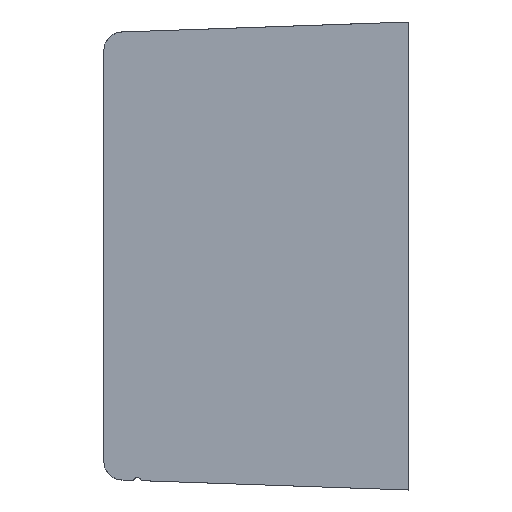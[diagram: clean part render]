
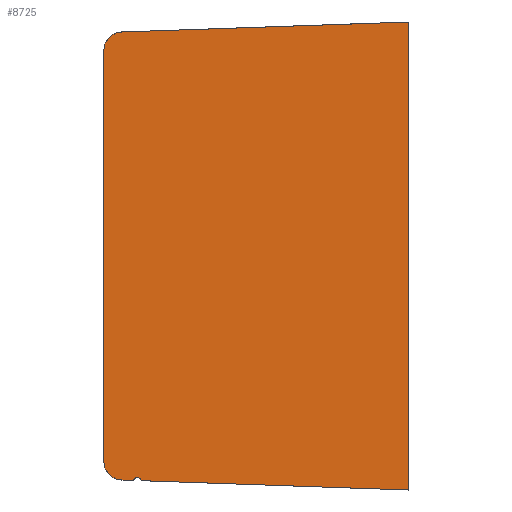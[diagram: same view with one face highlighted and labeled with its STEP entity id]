
A CAD part, left-side view. The second image highlights one B-rep face of the part: STEP entity #8725.
In plain terms, the highlighted planar face has unit normal (-1, 0, 0).
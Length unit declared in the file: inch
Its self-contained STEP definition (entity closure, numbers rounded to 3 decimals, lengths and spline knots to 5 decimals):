
#520 = CIRCLE ( 'NONE', #2249, 0.045 ) ;
#825 = LINE ( 'NONE', #22294, #19523 ) ;
#1657 = CARTESIAN_POINT ( 'NONE',  ( -0.9935, 0., 2.5 ) ) ;
#1807 = CIRCLE ( 'NONE', #13576, 0.2 ) ;
#2097 = CARTESIAN_POINT ( 'NONE',  ( -0.9935, 3.05698, -2.39325 ) ) ;
#2203 = AXIS2_PLACEMENT_3D ( 'NONE', #6973, #19718, #8816 ) ;
#2249 = AXIS2_PLACEMENT_3D ( 'NONE', #3297, #16075, #5068 ) ;
#2490 = EDGE_LOOP ( 'NONE', ( #15755, #11482, #21773, #12154, #9838, #5382, #20191, #9490 ) ) ;
#3297 = CARTESIAN_POINT ( 'NONE',  ( -0.9935, 2.89106, -2.41359 ) ) ;
#3407 = CARTESIAN_POINT ( 'NONE',  ( -0.9935, 0., -2.5 ) ) ;
#3573 = CARTESIAN_POINT ( 'NONE',  ( -0.9935, 3.42043, -2.38056 ) ) ;
#3744 = VERTEX_POINT ( 'NONE', #10206 ) ;
#4819 = EDGE_CURVE ( 'NONE', #3744, #14933, #21937, .T. ) ;
#5068 = DIRECTION ( 'NONE',  ( 0., -1., 0. ) ) ;
#5382 = ORIENTED_EDGE ( 'NONE', *, *, #20459, .T. ) ;
#5464 = CARTESIAN_POINT ( 'NONE',  ( -0.9935, 2.84799, -2.40055 ) ) ;
#5494 = VECTOR ( 'NONE', #7210, 39.37008 ) ;
#5703 = DIRECTION ( 'NONE',  ( -1., 0., 0. ) ) ;
#5852 = CARTESIAN_POINT ( 'NONE',  ( -0.9935, 3.05, -2.19337 ) ) ;
#5922 = VERTEX_POINT ( 'NONE', #2097 ) ;
#6341 = EDGE_CURVE ( 'NONE', #3744, #20109, #19382, .T. ) ;
#6483 = LINE ( 'NONE', #3573, #15664 ) ;
#6690 = EDGE_CURVE ( 'NONE', #14933, #13275, #22711, .T. ) ;
#6973 = CARTESIAN_POINT ( 'NONE',  ( -0.9935, 3.25, 2.5 ) ) ;
#7210 = DIRECTION ( 'NONE',  ( 0., -0.999, -0.035 ) ) ;
#7223 = DIRECTION ( 'NONE',  ( 0., -0.999, -0.035 ) ) ;
#7704 = DIRECTION ( 'NONE',  ( 0., 1., 0. ) ) ;
#7902 = VERTEX_POINT ( 'NONE', #5464 ) ;
#8292 = CARTESIAN_POINT ( 'NONE',  ( -0.9935, 3.24604, 2.38665 ) ) ;
#8418 = CARTESIAN_POINT ( 'NONE',  ( -0.9935, 2.93311, -2.39757 ) ) ;
#8725 = ADVANCED_FACE ( 'NONE', ( #10006 ), #21442, .F. ) ;
#8727 = VERTEX_POINT ( 'NONE', #14074 ) ;
#8816 = DIRECTION ( 'NONE',  ( 0., 1., 0. ) ) ;
#8967 = CARTESIAN_POINT ( 'NONE',  ( -0.9935, 3.25, 2.19337 ) ) ;
#9490 = ORIENTED_EDGE ( 'NONE', *, *, #23312, .F. ) ;
#9838 = ORIENTED_EDGE ( 'NONE', *, *, #18663, .T. ) ;
#10006 = FACE_OUTER_BOUND ( 'NONE', #2490, .T. ) ;
#10206 = CARTESIAN_POINT ( 'NONE',  ( -0.9935, 3.05698, 2.39325 ) ) ;
#11430 = VERTEX_POINT ( 'NONE', #8418 ) ;
#11482 = ORIENTED_EDGE ( 'NONE', *, *, #6690, .F. ) ;
#12154 = ORIENTED_EDGE ( 'NONE', *, *, #6341, .T. ) ;
#12252 = VECTOR ( 'NONE', #12625, 39.37008 ) ;
#12625 = DIRECTION ( 'NONE',  ( 0., -0.999, 0.035 ) ) ;
#13275 = VERTEX_POINT ( 'NONE', #3407 ) ;
#13279 = DIRECTION ( 'NONE',  ( 0., 0., -1. ) ) ;
#13576 = AXIS2_PLACEMENT_3D ( 'NONE', #5852, #18611, #7704 ) ;
#14074 = CARTESIAN_POINT ( 'NONE',  ( -0.9935, 3.25, -2.19337 ) ) ;
#14357 = DIRECTION ( 'NONE',  ( 0., 0., -1. ) ) ;
#14523 = CARTESIAN_POINT ( 'NONE',  ( -0.9935, 3.42043, -2.38056 ) ) ;
#14606 = EDGE_CURVE ( 'NONE', #7902, #13275, #20045, .T. ) ;
#14933 = VERTEX_POINT ( 'NONE', #15591 ) ;
#15591 = CARTESIAN_POINT ( 'NONE',  ( -0.9935, 0., 2.5 ) ) ;
#15613 = VECTOR ( 'NONE', #14357, 39.37008 ) ;
#15664 = VECTOR ( 'NONE', #7223, 39.37008 ) ;
#15755 = ORIENTED_EDGE ( 'NONE', *, *, #14606, .T. ) ;
#16075 = DIRECTION ( 'NONE',  ( -1., 0., 0. ) ) ;
#16690 = CARTESIAN_POINT ( 'NONE',  ( -0.9935, 3.05, 2.19337 ) ) ;
#18459 = DIRECTION ( 'NONE',  ( 0., 1., 0. ) ) ;
#18611 = DIRECTION ( 'NONE',  ( -1., 0., 0. ) ) ;
#18663 = EDGE_CURVE ( 'NONE', #20109, #8727, #825, .T. ) ;
#19382 = CIRCLE ( 'NONE', #19905, 0.2 ) ;
#19523 = VECTOR ( 'NONE', #13279, 39.37008 ) ;
#19718 = DIRECTION ( 'NONE',  ( 1., 0., 0. ) ) ;
#19905 = AXIS2_PLACEMENT_3D ( 'NONE', #16690, #5703, #18459 ) ;
#20045 = LINE ( 'NONE', #14523, #5494 ) ;
#20109 = VERTEX_POINT ( 'NONE', #8967 ) ;
#20191 = ORIENTED_EDGE ( 'NONE', *, *, #22302, .T. ) ;
#20459 = EDGE_CURVE ( 'NONE', #8727, #5922, #1807, .T. ) ;
#21442 = PLANE ( 'NONE',  #2203 ) ;
#21773 = ORIENTED_EDGE ( 'NONE', *, *, #4819, .F. ) ;
#21937 = LINE ( 'NONE', #8292, #12252 ) ;
#22294 = CARTESIAN_POINT ( 'NONE',  ( -0.9935, 3.25, 2.5 ) ) ;
#22302 = EDGE_CURVE ( 'NONE', #5922, #11430, #6483, .T. ) ;
#22711 = LINE ( 'NONE', #1657, #15613 ) ;
#23312 = EDGE_CURVE ( 'NONE', #7902, #11430, #520, .T. ) ;
